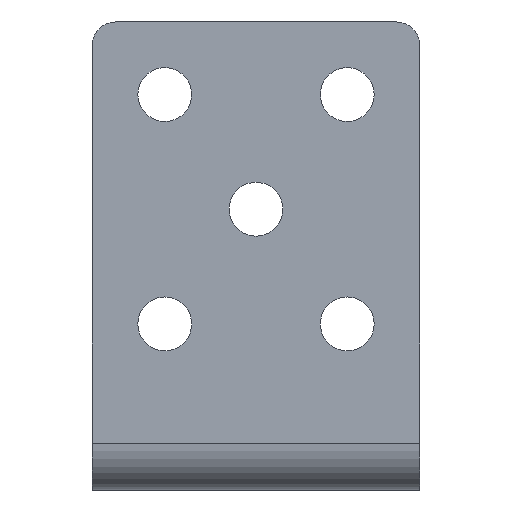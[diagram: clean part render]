
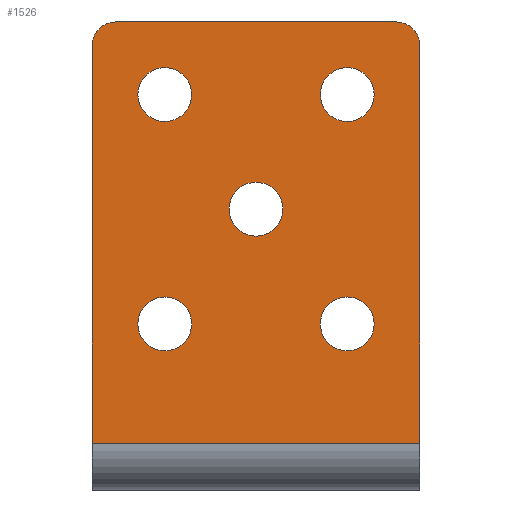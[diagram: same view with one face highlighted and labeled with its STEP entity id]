
A CAD part, front view. The second image highlights one B-rep face of the part: STEP entity #1526.
In plain terms, the highlighted planar face has unit normal (0, -1, 0).
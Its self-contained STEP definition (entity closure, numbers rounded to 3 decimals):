
#9 = ORIENTED_EDGE ( 'NONE', *, *, #346, .T. ) ;
#18 = VERTEX_POINT ( 'NONE', #209 ) ;
#24 = VERTEX_POINT ( 'NONE', #1053 ) ;
#36 = VECTOR ( 'NONE', #1147, 1000. ) ;
#40 = EDGE_CURVE ( 'NONE', #1288, #470, #1505, .T. ) ;
#42 = AXIS2_PLACEMENT_3D ( 'NONE', #833, #1168, #817 ) ;
#44 = LINE ( 'NONE', #1097, #1340 ) ;
#49 = DIRECTION ( 'NONE',  ( 0., 1., 0. ) ) ;
#50 = DIRECTION ( 'NONE',  ( 0., -1., 0. ) ) ;
#69 = FACE_BOUND ( 'NONE', #978, .T. ) ;
#100 = CARTESIAN_POINT ( 'NONE',  ( -30., 0., 0. ) ) ;
#124 = AXIS2_PLACEMENT_3D ( 'NONE', #611, #1074, #255 ) ;
#127 = DIRECTION ( 'NONE',  ( 0., -1., 0. ) ) ;
#140 = VERTEX_POINT ( 'NONE', #1364 ) ;
#144 = ORIENTED_EDGE ( 'NONE', *, *, #1407, .F. ) ;
#152 = ORIENTED_EDGE ( 'NONE', *, *, #164, .F. ) ;
#164 = EDGE_CURVE ( 'NONE', #24, #236, #832, .T. ) ;
#183 = VERTEX_POINT ( 'NONE', #1005 ) ;
#190 = DIRECTION ( 'NONE',  ( 1., 0., 0. ) ) ;
#195 = EDGE_CURVE ( 'NONE', #798, #140, #265, .T. ) ;
#197 = CIRCLE ( 'NONE', #42, 5. ) ;
#209 = CARTESIAN_POINT ( 'NONE',  ( 19.5, 0., -58.75 ) ) ;
#218 = VECTOR ( 'NONE', #190, 1000. ) ;
#224 = DIRECTION ( 'NONE',  ( 0., -1., 0. ) ) ;
#226 = VERTEX_POINT ( 'NONE', #563 ) ;
#229 = EDGE_CURVE ( 'NONE', #1149, #183, #805, .T. ) ;
#236 = VERTEX_POINT ( 'NONE', #687 ) ;
#255 = DIRECTION ( 'NONE',  ( 0., 0., -1. ) ) ;
#265 = CIRCLE ( 'NONE', #1243, 5.75 ) ;
#275 = DIRECTION ( 'NONE',  ( 0., 0., 1. ) ) ;
#286 = AXIS2_PLACEMENT_3D ( 'NONE', #1092, #974, #1223 ) ;
#292 = CARTESIAN_POINT ( 'NONE',  ( 0., 0., -40. ) ) ;
#293 = DIRECTION ( 'NONE',  ( 0., 0., -1. ) ) ;
#305 = PLANE ( 'NONE',  #1093 ) ;
#336 = VECTOR ( 'NONE', #1317, 1000. ) ;
#346 = EDGE_CURVE ( 'NONE', #226, #183, #716, .T. ) ;
#419 = DIRECTION ( 'NONE',  ( 0., -1., 0. ) ) ;
#434 = CARTESIAN_POINT ( 'NONE',  ( -30., 0., -5. ) ) ;
#443 = DIRECTION ( 'NONE',  ( 0., 0., -1. ) ) ;
#468 = AXIS2_PLACEMENT_3D ( 'NONE', #957, #127, #1043 ) ;
#470 = VERTEX_POINT ( 'NONE', #1015 ) ;
#498 = EDGE_CURVE ( 'NONE', #140, #798, #1171, .T. ) ;
#501 = CARTESIAN_POINT ( 'NONE',  ( 19.5, 0., -70.25 ) ) ;
#525 = CARTESIAN_POINT ( 'NONE',  ( 30., 0., -5. ) ) ;
#533 = CARTESIAN_POINT ( 'NONE',  ( -19.5, 0., -70.25 ) ) ;
#540 = CARTESIAN_POINT ( 'NONE',  ( 35., 0., -5. ) ) ;
#548 = CARTESIAN_POINT ( 'NONE',  ( -19.5, 0., -15.5 ) ) ;
#555 = DIRECTION ( 'NONE',  ( 0., 0., -1. ) ) ;
#563 = CARTESIAN_POINT ( 'NONE',  ( -35., 0., -90. ) ) ;
#571 = ORIENTED_EDGE ( 'NONE', *, *, #229, .F. ) ;
#572 = CARTESIAN_POINT ( 'NONE',  ( 19.5, 0., -64.5 ) ) ;
#574 = ORIENTED_EDGE ( 'NONE', *, *, #709, .F. ) ;
#585 = ORIENTED_EDGE ( 'NONE', *, *, #1174, .F. ) ;
#595 = CIRCLE ( 'NONE', #124, 5.75 ) ;
#611 = CARTESIAN_POINT ( 'NONE',  ( 19.5, 0., -15.5 ) ) ;
#616 = VERTEX_POINT ( 'NONE', #990 ) ;
#619 = AXIS2_PLACEMENT_3D ( 'NONE', #918, #1262, #1271 ) ;
#645 = CIRCLE ( 'NONE', #970, 5.75 ) ;
#663 = ORIENTED_EDGE ( 'NONE', *, *, #739, .F. ) ;
#687 = CARTESIAN_POINT ( 'NONE',  ( -19.5, 0., -21.25 ) ) ;
#696 = VERTEX_POINT ( 'NONE', #1376 ) ;
#698 = DIRECTION ( 'NONE',  ( 0., 0., -1. ) ) ;
#709 = EDGE_CURVE ( 'NONE', #1444, #18, #1206, .T. ) ;
#716 = LINE ( 'NONE', #724, #336 ) ;
#724 = CARTESIAN_POINT ( 'NONE',  ( 35., 0., -90. ) ) ;
#739 = EDGE_CURVE ( 'NONE', #18, #1444, #1132, .T. ) ;
#798 = VERTEX_POINT ( 'NONE', #1419 ) ;
#804 = ORIENTED_EDGE ( 'NONE', *, *, #1282, .F. ) ;
#805 = LINE ( 'NONE', #936, #36 ) ;
#809 = DIRECTION ( 'NONE',  ( 0., -1., 0. ) ) ;
#817 = DIRECTION ( 'NONE',  ( 0., 0., -1. ) ) ;
#821 = AXIS2_PLACEMENT_3D ( 'NONE', #572, #224, #443 ) ;
#832 = CIRCLE ( 'NONE', #1048, 5.75 ) ;
#833 = CARTESIAN_POINT ( 'NONE',  ( -30., 0., -5. ) ) ;
#834 = EDGE_LOOP ( 'NONE', ( #1366, #1194 ) ) ;
#839 = CARTESIAN_POINT ( 'NONE',  ( -30., 0., 0. ) ) ;
#871 = CARTESIAN_POINT ( 'NONE',  ( 19.5, 0., -9.75 ) ) ;
#887 = CARTESIAN_POINT ( 'NONE',  ( -19.5, 0., -64.5 ) ) ;
#902 = CIRCLE ( 'NONE', #286, 5.75 ) ;
#904 = FACE_BOUND ( 'NONE', #1377, .T. ) ;
#918 = CARTESIAN_POINT ( 'NONE',  ( 19.5, 0., -64.5 ) ) ;
#923 = CARTESIAN_POINT ( 'NONE',  ( -19.5, 0., -15.5 ) ) ;
#936 = CARTESIAN_POINT ( 'NONE',  ( 35., 0., -5. ) ) ;
#939 = EDGE_LOOP ( 'NONE', ( #144, #9, #571, #1153, #1506, #1263 ) ) ;
#957 = CARTESIAN_POINT ( 'NONE',  ( 19.5, 0., -15.5 ) ) ;
#968 = CARTESIAN_POINT ( 'NONE',  ( -19.5, 0., -58.75 ) ) ;
#970 = AXIS2_PLACEMENT_3D ( 'NONE', #887, #1479, #1460 ) ;
#974 = DIRECTION ( 'NONE',  ( 0., -1., 0. ) ) ;
#975 = EDGE_CURVE ( 'NONE', #616, #1037, #595, .T. ) ;
#978 = EDGE_LOOP ( 'NONE', ( #1234, #804 ) ) ;
#985 = DIRECTION ( 'NONE',  ( 0., 0., 1. ) ) ;
#990 = CARTESIAN_POINT ( 'NONE',  ( 19.5, 0., -21.25 ) ) ;
#1000 = DIRECTION ( 'NONE',  ( 0., -1., 0. ) ) ;
#1005 = CARTESIAN_POINT ( 'NONE',  ( 35., 0., -90. ) ) ;
#1006 = EDGE_LOOP ( 'NONE', ( #574, #663 ) ) ;
#1015 = CARTESIAN_POINT ( 'NONE',  ( 30., 0., 0. ) ) ;
#1026 = FACE_BOUND ( 'NONE', #834, .T. ) ;
#1037 = VERTEX_POINT ( 'NONE', #871 ) ;
#1043 = DIRECTION ( 'NONE',  ( 0., 0., -1. ) ) ;
#1048 = AXIS2_PLACEMENT_3D ( 'NONE', #548, #1343, #1242 ) ;
#1049 = EDGE_CURVE ( 'NONE', #470, #1149, #1380, .T. ) ;
#1053 = CARTESIAN_POINT ( 'NONE',  ( -19.5, 0., -9.75 ) ) ;
#1063 = AXIS2_PLACEMENT_3D ( 'NONE', #525, #49, #985 ) ;
#1074 = DIRECTION ( 'NONE',  ( 0., -1., 0. ) ) ;
#1090 = ORIENTED_EDGE ( 'NONE', *, *, #1330, .F. ) ;
#1092 = CARTESIAN_POINT ( 'NONE',  ( -19.5, 0., -64.5 ) ) ;
#1093 = AXIS2_PLACEMENT_3D ( 'NONE', #434, #50, #555 ) ;
#1097 = CARTESIAN_POINT ( 'NONE',  ( -35., 0., -5. ) ) ;
#1102 = CARTESIAN_POINT ( 'NONE',  ( 0., 0., -40. ) ) ;
#1114 = FACE_BOUND ( 'NONE', #1006, .T. ) ;
#1132 = CIRCLE ( 'NONE', #821, 5.75 ) ;
#1142 = VERTEX_POINT ( 'NONE', #533 ) ;
#1147 = DIRECTION ( 'NONE',  ( 0., 0., -1. ) ) ;
#1149 = VERTEX_POINT ( 'NONE', #540 ) ;
#1153 = ORIENTED_EDGE ( 'NONE', *, *, #1049, .F. ) ;
#1156 = ORIENTED_EDGE ( 'NONE', *, *, #1430, .F. ) ;
#1168 = DIRECTION ( 'NONE',  ( 0., 1., 0. ) ) ;
#1171 = CIRCLE ( 'NONE', #1361, 5.75 ) ;
#1174 = EDGE_CURVE ( 'NONE', #1142, #1497, #645, .T. ) ;
#1181 = CIRCLE ( 'NONE', #468, 5.75 ) ;
#1194 = ORIENTED_EDGE ( 'NONE', *, *, #195, .F. ) ;
#1206 = CIRCLE ( 'NONE', #619, 5.75 ) ;
#1223 = DIRECTION ( 'NONE',  ( 0., 0., -1. ) ) ;
#1231 = FACE_OUTER_BOUND ( 'NONE', #939, .T. ) ;
#1234 = ORIENTED_EDGE ( 'NONE', *, *, #975, .F. ) ;
#1242 = DIRECTION ( 'NONE',  ( 0., 0., -1. ) ) ;
#1243 = AXIS2_PLACEMENT_3D ( 'NONE', #292, #419, #1529 ) ;
#1251 = CIRCLE ( 'NONE', #1450, 5.75 ) ;
#1262 = DIRECTION ( 'NONE',  ( 0., -1., 0. ) ) ;
#1263 = ORIENTED_EDGE ( 'NONE', *, *, #1303, .F. ) ;
#1271 = DIRECTION ( 'NONE',  ( 0., 0., -1. ) ) ;
#1282 = EDGE_CURVE ( 'NONE', #1037, #616, #1181, .T. ) ;
#1288 = VERTEX_POINT ( 'NONE', #839 ) ;
#1303 = EDGE_CURVE ( 'NONE', #696, #1288, #197, .T. ) ;
#1317 = DIRECTION ( 'NONE',  ( 1., 0., 0. ) ) ;
#1330 = EDGE_CURVE ( 'NONE', #236, #24, #1251, .T. ) ;
#1340 = VECTOR ( 'NONE', #275, 1000. ) ;
#1343 = DIRECTION ( 'NONE',  ( 0., -1., 0. ) ) ;
#1347 = FACE_BOUND ( 'NONE', #1405, .T. ) ;
#1361 = AXIS2_PLACEMENT_3D ( 'NONE', #1102, #1000, #293 ) ;
#1364 = CARTESIAN_POINT ( 'NONE',  ( 0., 0., -45.75 ) ) ;
#1366 = ORIENTED_EDGE ( 'NONE', *, *, #498, .F. ) ;
#1376 = CARTESIAN_POINT ( 'NONE',  ( -35., 0., -5. ) ) ;
#1377 = EDGE_LOOP ( 'NONE', ( #585, #1156 ) ) ;
#1380 = CIRCLE ( 'NONE', #1063, 5. ) ;
#1405 = EDGE_LOOP ( 'NONE', ( #1090, #152 ) ) ;
#1407 = EDGE_CURVE ( 'NONE', #226, #696, #44, .T. ) ;
#1419 = CARTESIAN_POINT ( 'NONE',  ( 0., 0., -34.25 ) ) ;
#1430 = EDGE_CURVE ( 'NONE', #1497, #1142, #902, .T. ) ;
#1444 = VERTEX_POINT ( 'NONE', #501 ) ;
#1450 = AXIS2_PLACEMENT_3D ( 'NONE', #923, #809, #698 ) ;
#1460 = DIRECTION ( 'NONE',  ( 0., 0., -1. ) ) ;
#1479 = DIRECTION ( 'NONE',  ( 0., -1., 0. ) ) ;
#1497 = VERTEX_POINT ( 'NONE', #968 ) ;
#1505 = LINE ( 'NONE', #100, #218 ) ;
#1506 = ORIENTED_EDGE ( 'NONE', *, *, #40, .F. ) ;
#1526 = ADVANCED_FACE ( 'NONE', ( #1114, #904, #69, #1026, #1347, #1231 ), #305, .T. ) ;
#1529 = DIRECTION ( 'NONE',  ( 0., 0., -1. ) ) ;
